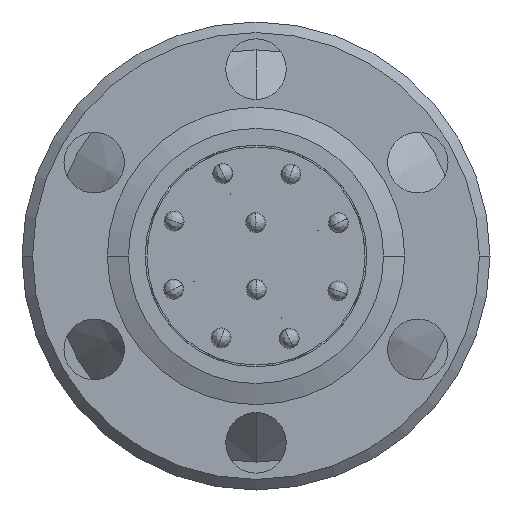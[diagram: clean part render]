
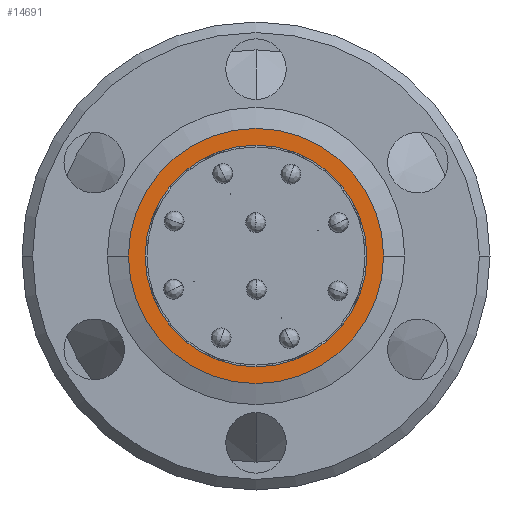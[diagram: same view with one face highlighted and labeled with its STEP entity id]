
A CAD part, front view. The second image highlights one B-rep face of the part: STEP entity #14691.
In plain terms, the highlighted planar face has unit normal (0, -1, 0).
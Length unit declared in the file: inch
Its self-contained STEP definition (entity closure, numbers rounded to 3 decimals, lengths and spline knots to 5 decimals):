
#1931 = AXIS2_PLACEMENT_3D ( 'NONE', #10749, #10754, #10755 ) ;
#2347 = FACE_BOUND ( 'NONE', #8953, .T. ) ;
#2353 = FACE_OUTER_BOUND ( 'NONE', #9182, .T. ) ;
#3019 = AXIS2_PLACEMENT_3D ( 'NONE', #7848, #7849, #7850 ) ;
#3042 = AXIS2_PLACEMENT_3D ( 'NONE', #7967, #7968, #7969 ) ;
#3177 = AXIS2_PLACEMENT_3D ( 'NONE', #8786, #8787, #8788 ) ;
#3178 = AXIS2_PLACEMENT_3D ( 'NONE', #8789, #8790, #8791 ) ;
#6506 = EDGE_CURVE ( 'NONE', #11726, #11670, #10131, .T. ) ;
#6552 = EDGE_CURVE ( 'NONE', #11471, #11399, #10062, .T. ) ;
#6757 = EDGE_CURVE ( 'NONE', #11670, #11726, #8863, .T. ) ;
#6758 = EDGE_CURVE ( 'NONE', #11399, #11471, #8862, .T. ) ;
#7848 = CARTESIAN_POINT ( 'NONE',  ( 0.07344, -2.12865, 0. ) ) ;
#7849 = DIRECTION ( 'NONE',  ( 0., -1., 0. ) ) ;
#7850 = DIRECTION ( 'NONE',  ( -1., 0., 0. ) ) ;
#7967 = CARTESIAN_POINT ( 'NONE',  ( 0.07344, -2.12865, 0. ) ) ;
#7968 = DIRECTION ( 'NONE',  ( 0., 1., 0. ) ) ;
#7969 = DIRECTION ( 'NONE',  ( 1., 0., 0. ) ) ;
#8786 = CARTESIAN_POINT ( 'NONE',  ( 0.07344, -2.12865, 0. ) ) ;
#8787 = DIRECTION ( 'NONE',  ( 0., -1., 0. ) ) ;
#8788 = DIRECTION ( 'NONE',  ( -1., 0., 0. ) ) ;
#8789 = CARTESIAN_POINT ( 'NONE',  ( 0.07344, -2.12865, 0. ) ) ;
#8790 = DIRECTION ( 'NONE',  ( 0., 1., 0. ) ) ;
#8791 = DIRECTION ( 'NONE',  ( 1., 0., 0. ) ) ;
#8862 = CIRCLE ( 'NONE', #3178, 0.315 ) ;
#8863 = CIRCLE ( 'NONE', #3177, 0.3625 ) ;
#8953 = EDGE_LOOP ( 'NONE', ( #11923, #11922 ) ) ;
#9182 = EDGE_LOOP ( 'NONE', ( #11921, #11920 ) ) ;
#10062 = CIRCLE ( 'NONE', #3042, 0.315 ) ;
#10131 = CIRCLE ( 'NONE', #3019, 0.3625 ) ;
#10749 = CARTESIAN_POINT ( 'NONE',  ( 0.07344, -2.12865, 0. ) ) ;
#10752 = PLANE ( 'NONE',  #1931 ) ;
#10754 = DIRECTION ( 'NONE',  ( 0., 1., 0. ) ) ;
#10755 = DIRECTION ( 'NONE',  ( 1., 0., 0. ) ) ;
#11399 = VERTEX_POINT ( 'NONE', #13096 ) ;
#11471 = VERTEX_POINT ( 'NONE', #13168 ) ;
#11670 = VERTEX_POINT ( 'NONE', #13304 ) ;
#11726 = VERTEX_POINT ( 'NONE', #13360 ) ;
#11920 = ORIENTED_EDGE ( 'NONE', *, *, #6506, .T. ) ;
#11921 = ORIENTED_EDGE ( 'NONE', *, *, #6757, .T. ) ;
#11922 = ORIENTED_EDGE ( 'NONE', *, *, #6552, .T. ) ;
#11923 = ORIENTED_EDGE ( 'NONE', *, *, #6758, .T. ) ;
#13096 = CARTESIAN_POINT ( 'NONE',  ( 0.07344, -2.12865, 0.315 ) ) ;
#13168 = CARTESIAN_POINT ( 'NONE',  ( 0.07344, -2.12865, -0.315 ) ) ;
#13304 = CARTESIAN_POINT ( 'NONE',  ( -0.28906, -2.12865, 0. ) ) ;
#13360 = CARTESIAN_POINT ( 'NONE',  ( 0.43594, -2.12865, 0. ) ) ;
#14691 = ADVANCED_FACE ( 'NONE', ( #2347, #2353 ), #10752, .F. ) ;
